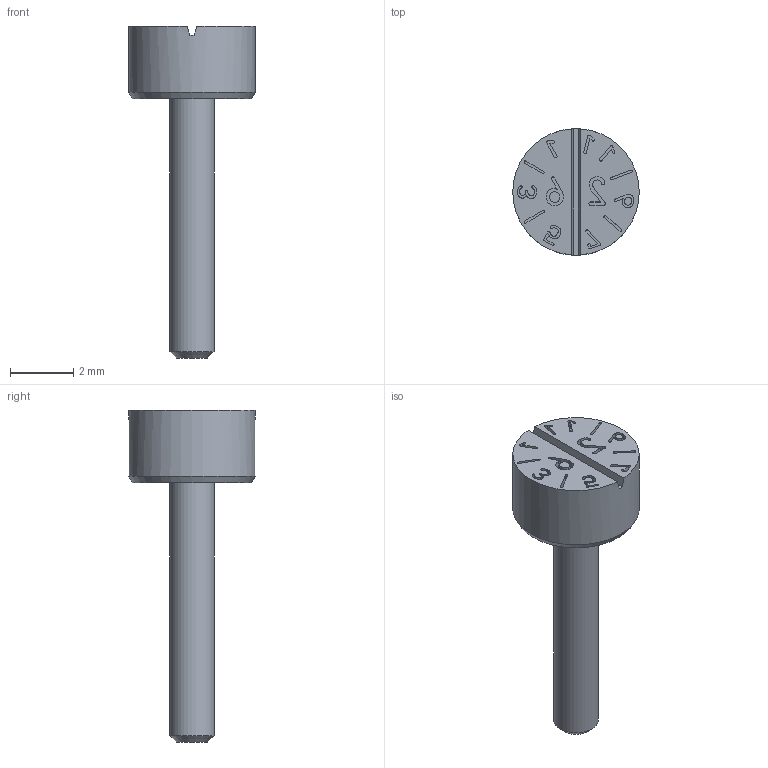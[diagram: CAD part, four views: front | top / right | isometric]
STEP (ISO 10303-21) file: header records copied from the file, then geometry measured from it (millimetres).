
FILE_DESCRIPTION(/* description */ (''),/* implementation_level */ '2;1');
FILE_NAME(/* name */ 'Dati-3000_AF$4$Jahr.stp',/* time_stamp */ '2025-08-28T15:02:01+02:00',/* author */ ('olafg'),/* organization */ (''),/* preprocessor_version */ 'ST-DEVELOPER v20',/* originating_system */ 'Autodesk Inventor 2024',/* authorisation */ '');
FILE_SCHEMA (('AUTOMOTIVE_DESIGN { 1 0 10303 214 3 1 1 }'));
Length unit declared in the file: millimetre
Products named in the file (1): 2004-05-00 Stelleinsatz
Bounding box: 4 x 4 x 10.5 mm (x, y, z)
Volume: 40.7 mm3; surface area: 98.8 mm2
Topology: 1 solids, 1 shells, 199 faces, 541 edges, 360 vertices
Faces by surface type: bspline 124, plane 71, cylinder 2, cone 2
Full cylindrical faces by diameter (mm): 1.4 x1, 4 x1
Entity records: 6972 total; most frequent: CARTESIAN_POINT 2745, ORIENTED_EDGE 1082, EDGE_CURVE 541, DIRECTION 459, VERTEX_POINT 360, LINE 279, VECTOR 279, B_SPLINE_CURVE_WITH_KNOTS 248
